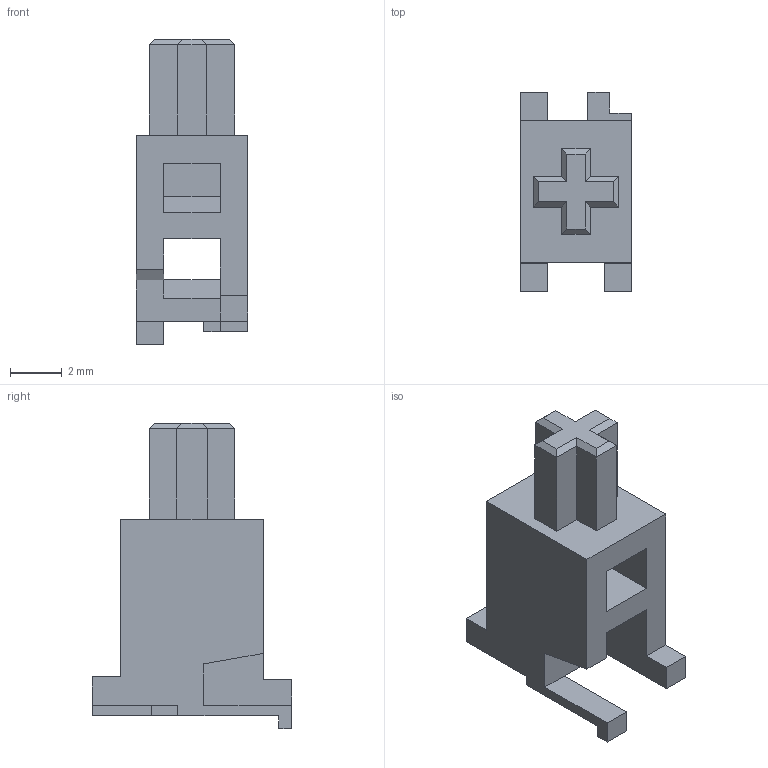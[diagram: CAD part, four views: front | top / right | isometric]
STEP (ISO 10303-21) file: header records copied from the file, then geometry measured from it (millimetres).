
FILE_DESCRIPTION(('FreeCAD Model'),'2;1');
FILE_NAME('Open CASCADE Shape Model','2023-08-07T17:33:47',(''),(''), 'Open CASCADE STEP processor 7.6','FreeCAD','Unknown');
FILE_SCHEMA(('AUTOMOTIVE_DESIGN { 1 0 10303 214 1 1 1 1 }'));
Length unit declared in the file: millimetre
Products named in the file (1): stem
Bounding box: 4.3 x 7.7 x 11.8 mm (x, y, z)
Volume: 140.6 mm3; surface area: 317.9 mm2
Topology: 1 solids, 1 shells, 67 faces, 179 edges, 114 vertices
Faces by surface type: plane 67
Entity records: 2053 total; most frequent: CARTESIAN_POINT 361, ORIENTED_EDGE 360, DIRECTION 315, EDGE_CURVE 179, LINE 179, VECTOR 179, VERTEX_POINT 114, FACE_BOUND 69
